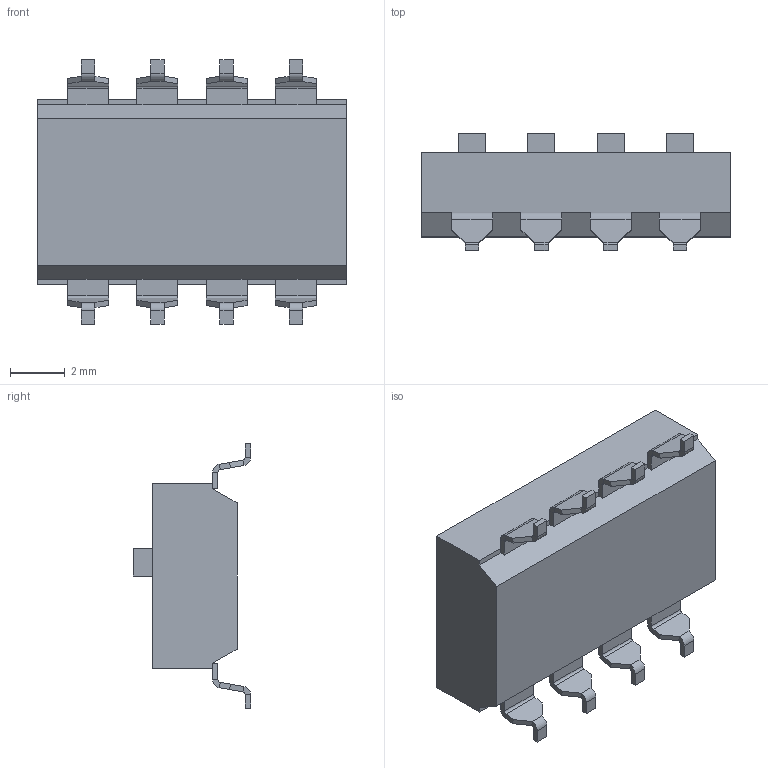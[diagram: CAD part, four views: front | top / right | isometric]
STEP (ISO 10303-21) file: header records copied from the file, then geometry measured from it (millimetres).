
FILE_DESCRIPTION (( 'STEP AP214' ), '1' );
FILE_NAME ('KLS7-KL-04.STEP', '2024-01-31T14:14:55', ( '' ), ( '' ), 'SwSTEP 2.0', 'SolidWorks 2023', '' );
FILE_SCHEMA (( 'AUTOMOTIVE_DESIGN' ));
Length unit declared in the file: millimetre
Products named in the file (1): KLS7-KL-04
Bounding box: 11.32 x 4.3 x 9.69 mm (x, y, z)
Volume: 230.8 mm3; surface area: 349.8 mm2
Topology: 9 solids, 9 shells, 278 faces, 632 edges, 376 vertices
Faces by surface type: plane 246, cylinder 32
Entity records: 10665 total; most frequent: CARTESIAN_POINT 1287, ORIENTED_EDGE 1264, DIRECTION 1254, EDGE_CURVE 632, VECTOR 568, LINE 568, VERTEX_POINT 376, AXIS2_PLACEMENT_3D 343
